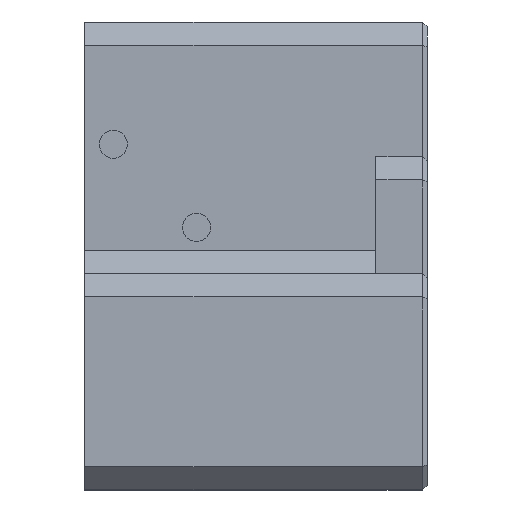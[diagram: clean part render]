
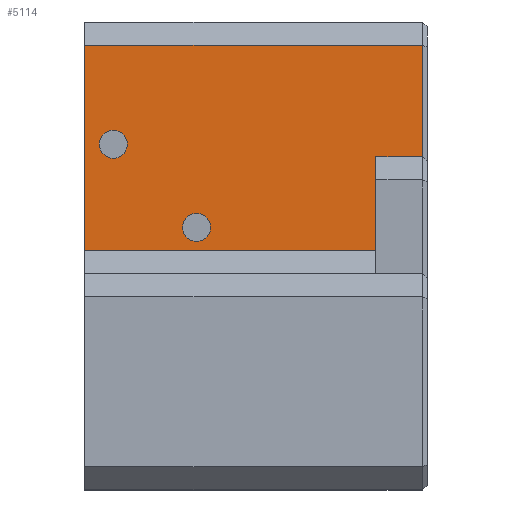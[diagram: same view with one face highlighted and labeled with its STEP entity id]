
A CAD part, left-side view. The second image highlights one B-rep face of the part: STEP entity #5114.
In plain terms, the highlighted planar face has unit normal (-1, 0, 0).
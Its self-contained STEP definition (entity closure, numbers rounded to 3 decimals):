
#34 = CARTESIAN_POINT ( 'NONE',  ( -20., 66.09, 26.89 ) ) ;
#35 = ORIENTED_EDGE ( 'NONE', *, *, #821, .F. ) ;
#41 = ORIENTED_EDGE ( 'NONE', *, *, #4933, .T. ) ;
#133 = DIRECTION ( 'NONE',  ( 0., 0., 1. ) ) ;
#181 = LINE ( 'NONE', #233, #2785 ) ;
#203 = EDGE_CURVE ( 'NONE', #2242, #2157, #1330, .T. ) ;
#233 = CARTESIAN_POINT ( 'NONE',  ( -20., 0., 45. ) ) ;
#254 = ORIENTED_EDGE ( 'NONE', *, *, #422, .T. ) ;
#292 = DIRECTION ( 'NONE',  ( -1., 0., 0. ) ) ;
#305 = CARTESIAN_POINT ( 'NONE',  ( -20., 48.31, 6.11 ) ) ;
#314 = VERTEX_POINT ( 'NONE', #34 ) ;
#418 = VERTEX_POINT ( 'NONE', #2251 ) ;
#422 = EDGE_CURVE ( 'NONE', #1481, #4751, #4198, .T. ) ;
#512 = DIRECTION ( 'NONE',  ( 0., 0., -1. ) ) ;
#520 = CARTESIAN_POINT ( 'NONE',  ( -20., 72.2, 50. ) ) ;
#684 = CARTESIAN_POINT ( 'NONE',  ( -20., 10., 1.25 ) ) ;
#696 = EDGE_LOOP ( 'NONE', ( #2678, #35 ) ) ;
#718 = DIRECTION ( 'NONE',  ( 0., 0., 1. ) ) ;
#821 = EDGE_CURVE ( 'NONE', #418, #314, #3978, .T. ) ;
#850 = VERTEX_POINT ( 'NONE', #1384 ) ;
#1029 = EDGE_CURVE ( 'NONE', #4406, #2209, #4245, .T. ) ;
#1098 = CARTESIAN_POINT ( 'NONE',  ( -20., 72.2, 1.25 ) ) ;
#1155 = ORIENTED_EDGE ( 'NONE', *, *, #4229, .T. ) ;
#1226 = CARTESIAN_POINT ( 'NONE',  ( -20., 48.31, 6.11 ) ) ;
#1261 = DIRECTION ( 'NONE',  ( 0., 0., 1. ) ) ;
#1290 = VECTOR ( 'NONE', #2146, 1000. ) ;
#1330 = CIRCLE ( 'NONE', #4239, 3. ) ;
#1384 = CARTESIAN_POINT ( 'NONE',  ( -20., 72.2, 45. ) ) ;
#1407 = DIRECTION ( 'NONE',  ( -1., 0., 0. ) ) ;
#1414 = CIRCLE ( 'NONE', #1497, 3. ) ;
#1481 = VERTEX_POINT ( 'NONE', #3128 ) ;
#1497 = AXIS2_PLACEMENT_3D ( 'NONE', #5077, #292, #1851 ) ;
#1555 = EDGE_CURVE ( 'NONE', #4406, #850, #4449, .T. ) ;
#1816 = DIRECTION ( 'NONE',  ( 0., 1., 0. ) ) ;
#1851 = DIRECTION ( 'NONE',  ( 0., 0., 1. ) ) ;
#1922 = EDGE_LOOP ( 'NONE', ( #3396, #2215 ) ) ;
#1974 = EDGE_LOOP ( 'NONE', ( #254, #41, #4345, #3675, #4418, #1155 ) ) ;
#2128 = FACE_BOUND ( 'NONE', #1922, .T. ) ;
#2146 = DIRECTION ( 'NONE',  ( 0., 0., 1. ) ) ;
#2157 = VERTEX_POINT ( 'NONE', #3502 ) ;
#2204 = AXIS2_PLACEMENT_3D ( 'NONE', #2541, #4127, #512 ) ;
#2209 = VERTEX_POINT ( 'NONE', #4378 ) ;
#2215 = ORIENTED_EDGE ( 'NONE', *, *, #4543, .F. ) ;
#2218 = CARTESIAN_POINT ( 'NONE',  ( -20., 66.09, 23.89 ) ) ;
#2224 = DIRECTION ( 'NONE',  ( 0., -1., 0. ) ) ;
#2242 = VERTEX_POINT ( 'NONE', #2799 ) ;
#2251 = CARTESIAN_POINT ( 'NONE',  ( -20., 66.09, 20.89 ) ) ;
#2389 = CARTESIAN_POINT ( 'NONE',  ( -20., 0., 45. ) ) ;
#2458 = EDGE_CURVE ( 'NONE', #314, #418, #1414, .T. ) ;
#2531 = CARTESIAN_POINT ( 'NONE',  ( -20., 0., 45. ) ) ;
#2541 = CARTESIAN_POINT ( 'NONE',  ( -20., 0., 50. ) ) ;
#2564 = CARTESIAN_POINT ( 'NONE',  ( -20., 10., 21.25 ) ) ;
#2567 = VECTOR ( 'NONE', #2758, 1000. ) ;
#2678 = ORIENTED_EDGE ( 'NONE', *, *, #2458, .F. ) ;
#2758 = DIRECTION ( 'NONE',  ( 0., -1., 0. ) ) ;
#2774 = EDGE_CURVE ( 'NONE', #4907, #850, #181, .T. ) ;
#2785 = VECTOR ( 'NONE', #1816, 1000. ) ;
#2799 = CARTESIAN_POINT ( 'NONE',  ( -20., 48.31, 9.11 ) ) ;
#2893 = DIRECTION ( 'NONE',  ( -1., 0., 0. ) ) ;
#2925 = LINE ( 'NONE', #2531, #1290 ) ;
#3128 = CARTESIAN_POINT ( 'NONE',  ( -20., 10., 21.25 ) ) ;
#3220 = FACE_OUTER_BOUND ( 'NONE', #1974, .T. ) ;
#3298 = PLANE ( 'NONE',  #2204 ) ;
#3396 = ORIENTED_EDGE ( 'NONE', *, *, #203, .F. ) ;
#3446 = CIRCLE ( 'NONE', #4938, 3. ) ;
#3502 = CARTESIAN_POINT ( 'NONE',  ( -20., 48.31, 3.11 ) ) ;
#3549 = VECTOR ( 'NONE', #133, 1000. ) ;
#3626 = LINE ( 'NONE', #4823, #4691 ) ;
#3675 = ORIENTED_EDGE ( 'NONE', *, *, #1555, .F. ) ;
#3978 = CIRCLE ( 'NONE', #4396, 3. ) ;
#4075 = FACE_BOUND ( 'NONE', #696, .T. ) ;
#4127 = DIRECTION ( 'NONE',  ( 1., 0., 0. ) ) ;
#4166 = DIRECTION ( 'NONE',  ( 0., 0., 1. ) ) ;
#4198 = LINE ( 'NONE', #2564, #4909 ) ;
#4229 = EDGE_CURVE ( 'NONE', #2209, #1481, #3626, .T. ) ;
#4239 = AXIS2_PLACEMENT_3D ( 'NONE', #305, #4252, #718 ) ;
#4245 = LINE ( 'NONE', #684, #2567 ) ;
#4252 = DIRECTION ( 'NONE',  ( -1., 0., 0. ) ) ;
#4345 = ORIENTED_EDGE ( 'NONE', *, *, #2774, .T. ) ;
#4378 = CARTESIAN_POINT ( 'NONE',  ( -20., 10., 1.25 ) ) ;
#4396 = AXIS2_PLACEMENT_3D ( 'NONE', #2218, #1407, #4166 ) ;
#4406 = VERTEX_POINT ( 'NONE', #1098 ) ;
#4418 = ORIENTED_EDGE ( 'NONE', *, *, #1029, .T. ) ;
#4449 = LINE ( 'NONE', #520, #3549 ) ;
#4543 = EDGE_CURVE ( 'NONE', #2157, #2242, #3446, .T. ) ;
#4579 = CARTESIAN_POINT ( 'NONE',  ( -20., 0., 21.25 ) ) ;
#4691 = VECTOR ( 'NONE', #1261, 1000. ) ;
#4751 = VERTEX_POINT ( 'NONE', #4579 ) ;
#4762 = DIRECTION ( 'NONE',  ( 0., 0., 1. ) ) ;
#4823 = CARTESIAN_POINT ( 'NONE',  ( -20., 10., -3.75 ) ) ;
#4907 = VERTEX_POINT ( 'NONE', #2389 ) ;
#4909 = VECTOR ( 'NONE', #2224, 1000. ) ;
#4933 = EDGE_CURVE ( 'NONE', #4751, #4907, #2925, .T. ) ;
#4938 = AXIS2_PLACEMENT_3D ( 'NONE', #1226, #2893, #4762 ) ;
#5077 = CARTESIAN_POINT ( 'NONE',  ( -20., 66.09, 23.89 ) ) ;
#5114 = ADVANCED_FACE ( 'NONE', ( #4075, #2128, #3220 ), #3298, .F. ) ;
